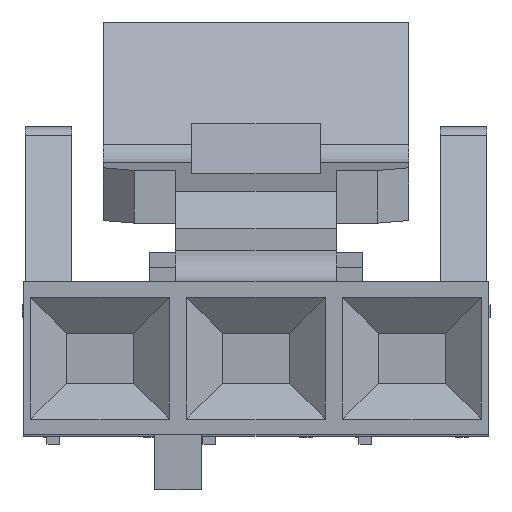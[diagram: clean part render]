
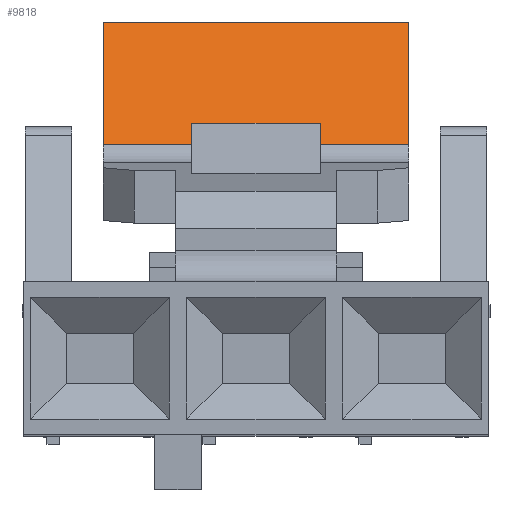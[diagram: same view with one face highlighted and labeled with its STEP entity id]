
A CAD part, top view. The second image highlights one B-rep face of the part: STEP entity #9818.
In plain terms, the highlighted planar face has unit normal (0, 0.425, 0.905).
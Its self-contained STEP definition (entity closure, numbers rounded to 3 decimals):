
#9468 = VERTEX_POINT('',#9469);
#9469 = CARTESIAN_POINT('',(2.489,3.492,-9.223));
#9476 = EDGE_CURVE('',#9477,#9468,#9479,.T.);
#9477 = VERTEX_POINT('',#9478);
#9478 = CARTESIAN_POINT('',(2.489,5.486,-10.16));
#9479 = LINE('',#9480,#9481);
#9480 = CARTESIAN_POINT('',(2.489,5.486,-10.16));
#9481 = VECTOR('',#9482,1.);
#9482 = DIRECTION('',(0.,-0.905,0.425));
#9732 = VERTEX_POINT('',#9733);
#9733 = CARTESIAN_POINT('',(-2.489,5.486,-10.16));
#9739 = EDGE_CURVE('',#9732,#9740,#9742,.T.);
#9740 = VERTEX_POINT('',#9741);
#9741 = CARTESIAN_POINT('',(-2.489,3.492,-9.223));
#9742 = LINE('',#9743,#9744);
#9743 = CARTESIAN_POINT('',(-2.489,5.486,-10.16));
#9744 = VECTOR('',#9745,1.);
#9745 = DIRECTION('',(0.,-0.905,0.425));
#9807 = EDGE_CURVE('',#9732,#9477,#9808,.T.);
#9808 = LINE('',#9809,#9810);
#9809 = CARTESIAN_POINT('',(-2.489,5.486,-10.16));
#9810 = VECTOR('',#9811,1.);
#9811 = DIRECTION('',(1.,0.,0.));
#9818 = ADVANCED_FACE('',(#9819),#9830,.T.);
#9819 = FACE_BOUND('',#9820,.F.);
#9820 = EDGE_LOOP('',(#9821,#9822,#9823,#9829));
#9821 = ORIENTED_EDGE('',*,*,#9807,.T.);
#9822 = ORIENTED_EDGE('',*,*,#9476,.T.);
#9823 = ORIENTED_EDGE('',*,*,#9824,.F.);
#9824 = EDGE_CURVE('',#9740,#9468,#9825,.T.);
#9825 = LINE('',#9826,#9827);
#9826 = CARTESIAN_POINT('',(-2.489,3.492,-9.223));
#9827 = VECTOR('',#9828,1.);
#9828 = DIRECTION('',(1.,0.,0.));
#9829 = ORIENTED_EDGE('',*,*,#9739,.F.);
#9830 = PLANE('',#9831);
#9831 = AXIS2_PLACEMENT_3D('',#9832,#9833,#9834);
#9832 = CARTESIAN_POINT('',(-1.308,5.486,-10.16));
#9833 = DIRECTION('',(0.,0.425,0.905));
#9834 = DIRECTION('',(0.,-0.905,0.425));
